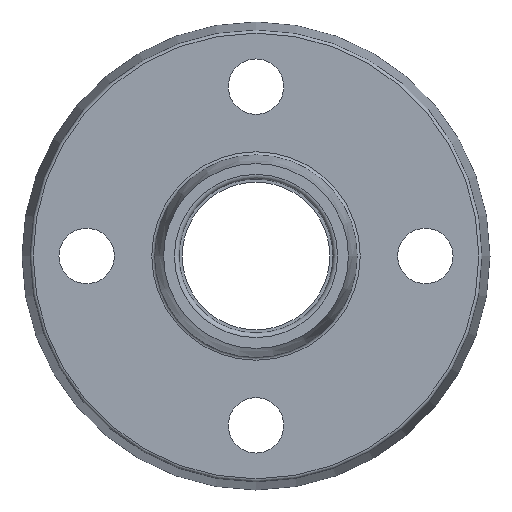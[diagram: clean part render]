
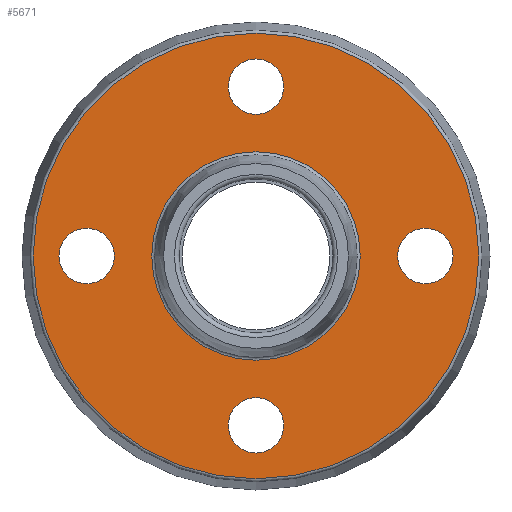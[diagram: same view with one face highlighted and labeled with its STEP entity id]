
A CAD part, left-side view. The second image highlights one B-rep face of the part: STEP entity #5671.
In plain terms, the highlighted planar face has unit normal (-1, 0, 0).
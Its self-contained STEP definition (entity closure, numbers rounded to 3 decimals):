
#47=FACE_BOUND('',#1532,.T.);
#48=FACE_BOUND('',#1533,.T.);
#49=FACE_BOUND('',#1534,.T.);
#50=FACE_BOUND('',#1535,.T.);
#51=FACE_BOUND('',#1536,.T.);
#123=PLANE('',#6682);
#1092=FACE_OUTER_BOUND('',#1531,.T.);
#1531=EDGE_LOOP('',(#5076));
#1532=EDGE_LOOP('',(#5077));
#1533=EDGE_LOOP('',(#5078));
#1534=EDGE_LOOP('',(#5079));
#1535=EDGE_LOOP('',(#5080));
#1536=EDGE_LOOP('',(#5081));
#2172=CIRCLE('',#6666,9.);
#2174=CIRCLE('',#6670,9.);
#2176=CIRCLE('',#6674,9.);
#2178=CIRCLE('',#6678,9.);
#2179=CIRCLE('',#6680,33.841);
#2181=CIRCLE('',#6683,72.376);
#2633=VERTEX_POINT('',#10782);
#2635=VERTEX_POINT('',#10788);
#2637=VERTEX_POINT('',#10794);
#2639=VERTEX_POINT('',#10800);
#2640=VERTEX_POINT('',#10803);
#2642=VERTEX_POINT('',#10808);
#3454=EDGE_CURVE('',#2633,#2633,#2172,.T.);
#3456=EDGE_CURVE('',#2635,#2635,#2174,.T.);
#3458=EDGE_CURVE('',#2637,#2637,#2176,.T.);
#3460=EDGE_CURVE('',#2639,#2639,#2178,.T.);
#3461=EDGE_CURVE('',#2640,#2640,#2179,.T.);
#3463=EDGE_CURVE('',#2642,#2642,#2181,.T.);
#5076=ORIENTED_EDGE('',*,*,#3463,.F.);
#5077=ORIENTED_EDGE('',*,*,#3456,.T.);
#5078=ORIENTED_EDGE('',*,*,#3458,.T.);
#5079=ORIENTED_EDGE('',*,*,#3460,.T.);
#5080=ORIENTED_EDGE('',*,*,#3454,.T.);
#5081=ORIENTED_EDGE('',*,*,#3461,.F.);
#5671=ADVANCED_FACE('',(#1092,#47,#48,#49,#50,#51),#123,.T.);
#6666=AXIS2_PLACEMENT_3D('',#10783,#8852,#8853);
#6670=AXIS2_PLACEMENT_3D('',#10789,#8860,#8861);
#6674=AXIS2_PLACEMENT_3D('',#10795,#8868,#8869);
#6678=AXIS2_PLACEMENT_3D('',#10801,#8876,#8877);
#6680=AXIS2_PLACEMENT_3D('',#10804,#8880,#8881);
#6682=AXIS2_PLACEMENT_3D('',#10807,#8884,#8885);
#6683=AXIS2_PLACEMENT_3D('',#10809,#8886,#8887);
#8852=DIRECTION('center_axis',(1.,0.,0.));
#8853=DIRECTION('ref_axis',(0.,0.,1.));
#8860=DIRECTION('center_axis',(1.,0.,0.));
#8861=DIRECTION('ref_axis',(0.,1.,0.));
#8868=DIRECTION('center_axis',(1.,0.,0.));
#8869=DIRECTION('ref_axis',(0.,0.,-1.));
#8876=DIRECTION('center_axis',(1.,0.,0.));
#8877=DIRECTION('ref_axis',(0.,-1.,0.));
#8880=DIRECTION('center_axis',(-1.,0.,0.));
#8881=DIRECTION('ref_axis',(0.,1.,0.));
#8884=DIRECTION('center_axis',(-1.,0.,0.));
#8885=DIRECTION('ref_axis',(0.,0.,1.));
#8886=DIRECTION('center_axis',(1.,0.,0.));
#8887=DIRECTION('ref_axis',(0.,1.,0.));
#10782=CARTESIAN_POINT('',(17.25,55.,9.));
#10783=CARTESIAN_POINT('Origin',(17.25,55.,0.));
#10788=CARTESIAN_POINT('',(17.25,9.,-55.));
#10789=CARTESIAN_POINT('Origin',(17.25,0.,-55.));
#10794=CARTESIAN_POINT('',(17.25,-55.,-9.));
#10795=CARTESIAN_POINT('Origin',(17.25,-55.,0.));
#10800=CARTESIAN_POINT('',(17.25,-9.,55.));
#10801=CARTESIAN_POINT('Origin',(17.25,0.,55.));
#10803=CARTESIAN_POINT('',(17.25,-33.841,0.));
#10804=CARTESIAN_POINT('Origin',(17.25,0.,0.));
#10807=CARTESIAN_POINT('Origin',(17.25,-33.,0.));
#10808=CARTESIAN_POINT('',(17.25,-72.376,0.));
#10809=CARTESIAN_POINT('Origin',(17.25,0.,0.));
